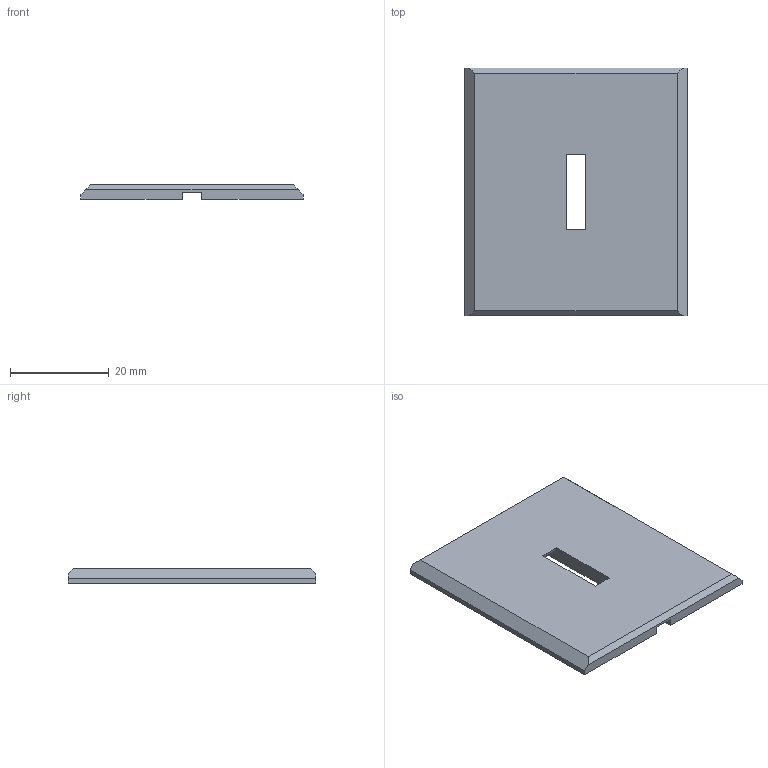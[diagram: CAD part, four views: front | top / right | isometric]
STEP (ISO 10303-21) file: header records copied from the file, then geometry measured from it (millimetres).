
FILE_DESCRIPTION(('FreeCAD Model'),'2;1');
FILE_NAME('Open CASCADE Shape Model','2025-12-20T16:14:04',(''),(''), 'Open CASCADE STEP processor 7.7','FreeCAD','Unknown');
FILE_SCHEMA(('AUTOMOTIVE_DESIGN { 1 0 10303 214 1 1 1 1 }'));
Length unit declared in the file: millimetre
Products named in the file (1): WideWallMount
Bounding box: 45 x 50 x 3 mm (x, y, z)
Volume: 6114.5 mm3; surface area: 4966.6 mm2
Topology: 1 solids, 1 shells, 19 faces, 54 edges, 36 vertices
Faces by surface type: plane 17, cylinder 2
Entity records: 640 total; most frequent: CARTESIAN_POINT 110, ORIENTED_EDGE 108, DIRECTION 98, EDGE_CURVE 54, LINE 50, VECTOR 50, VERTEX_POINT 36, AXIS2_PLACEMENT_3D 24
